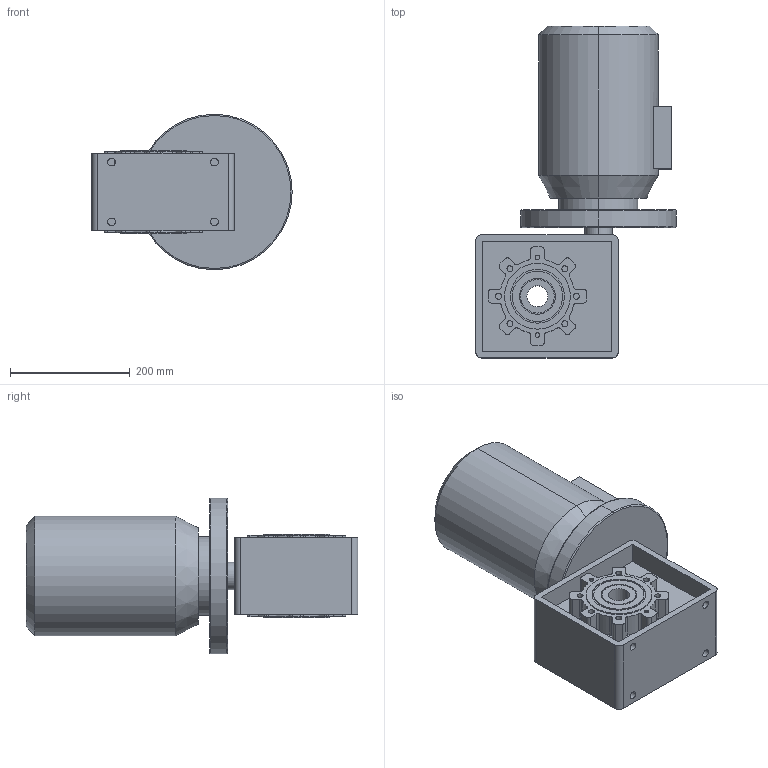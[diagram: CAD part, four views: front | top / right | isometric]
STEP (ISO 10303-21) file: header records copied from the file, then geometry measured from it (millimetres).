
FILE_DESCRIPTION (( 'STEP AP214' ), '1' );
FILE_NAME ('Reducer+Motor-KM-904CV.STEP', '2020-04-10T09:54:50', ( '' ), ( '' ), 'SwSTEP 2.0', 'SolidWorks 2019', '' );
FILE_SCHEMA (( 'AUTOMOTIVE_DESIGN' ));
Length unit declared in the file: millimetre
Products named in the file (1): Reducer+Motor-KM-904CV
Bounding box: 335 x 555 x 260 mm (x, y, z)
Volume: 15230407.2 mm3; surface area: 713441.7 mm2
Topology: 1 solids, 1 shells, 304 faces, 778 edges, 516 vertices
Faces by surface type: cylinder 170, plane 126, torus 4, cone 4
Entity records: 9512 total; most frequent: DIRECTION 1760, CARTESIAN_POINT 1599, ORIENTED_EDGE 1556, EDGE_CURVE 778, AXIS2_PLACEMENT_3D 677, VERTEX_POINT 516, VECTOR 406, LINE 406
